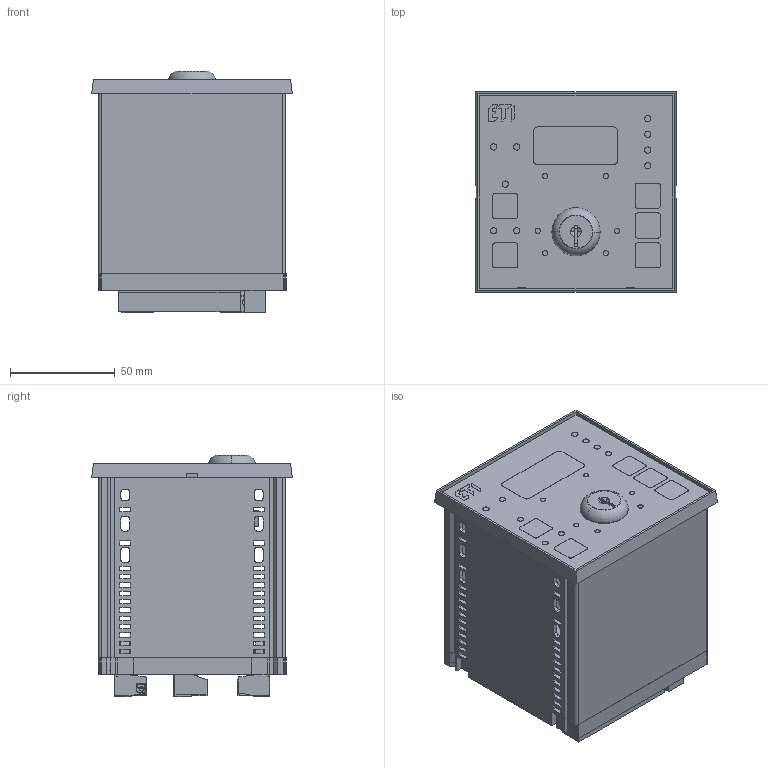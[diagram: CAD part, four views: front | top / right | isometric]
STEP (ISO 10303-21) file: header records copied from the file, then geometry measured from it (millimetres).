
FILE_DESCRIPTION((''),'2;1');
FILE_NAME('ATC-E_ASM','2021-08-24T',('marketing.praksa'),('Audax d.o.o.'),'CREO PARAMETRIC BY PTC INC, 2017480','CREO PARAMETRIC BY PTC INC, 2017480','');
FILE_SCHEMA(('AUTOMOTIVE_DESIGN { 1 0 10303 214 1 1 1 1 }'));
Products named in the file (40): PV04-5-V-P_1; SH06-7_5_1; FRONT_ATC-E; PV03-5-V-P; ESTRUSIONE-ESTRUSIONE1_1__1_2; ESTRUSIONE-ESTRUSIONE1_2__1_2; ESTRUSIONE-ESTRUSIONE1_3__1_2; ESTRUSIONE-ESTRUSIONE1_6__1_2; ESTRUSIONE-ESTRUSIONE1_4__1_2; ESTRUSIONE-ESTRUSIONE1_5__1_2; ESTRUSIONE-ESTRUSIONE1_7__1_2; ESTRUSIONE-ESTRUSIONE1_8__1_2; ESTRUSIONE-ESTRUSIONE1_9__1_2; ESTRUSIONE-ESTRUSIONE1_10__1_2; ESTRUSIONE-ESTRUSIONE1_11__1_2; ESTRUSIONE-ESTRUSIONE1_12__1_2; ESTRUSIONE-ESTRUSIONE1_13__1_2; ESTRUSIONE-ESTRUSIONE1_14__1_2; ESTRUSIONE-ESTRUSIONE1_15__1_2; ESTRUSIONE-ESTRUSIONE1_16__1_2; ESTRUSIONE-ESTRUSIONE1_17__1_2; ESTRUSIONE-ESTRUSIONE1_18__1_2; ESTRUSIONE-ESTRUSIONE1_19__1_2; ESTRUSIONE-ESTRUSIONE1_20__1_2; ESTRUSIONE-ESTRUSIONE1_21__1_2; ESTRUSIONE-ESTRUSIONE1_22__1_2; ESTRUSIONE-ESTRUSIONE1_23__1; ESTRUSIONE-ESTRUSIONE1_24__1; FRONT_ATC-E__ASM; 96X96_1; SH02-5_08_1_2; CHIAVE_NEW_1; SH08-7_5_1; 96X96_BK_1; SH04-5_1; PV08-7_5-P_1; PV02-5_08-V-P_1; SH03-5; PV06-7_5-P_1; ATC-E_ASM
Assembly tree (41 placements, depth 3):
  ATC-E_ASM
    PV04-5-V-P_1  x2
    SH06-7_5_1
    FRONT_ATC-E
    PV03-5-V-P
    FRONT_ATC-E__ASM
      ESTRUSIONE-ESTRUSIONE1_1__1_2
      ESTRUSIONE-ESTRUSIONE1_2__1_2
      ESTRUSIONE-ESTRUSIONE1_3__1_2
      ESTRUSIONE-ESTRUSIONE1_6__1_2
      ESTRUSIONE-ESTRUSIONE1_4__1_2
      ESTRUSIONE-ESTRUSIONE1_5__1_2
      ESTRUSIONE-ESTRUSIONE1_7__1_2
      ESTRUSIONE-ESTRUSIONE1_8__1_2
      ESTRUSIONE-ESTRUSIONE1_9__1_2
      ESTRUSIONE-ESTRUSIONE1_10__1_2
      ESTRUSIONE-ESTRUSIONE1_11__1_2
      ESTRUSIONE-ESTRUSIONE1_12__1_2
      ESTRUSIONE-ESTRUSIONE1_13__1_2
      ESTRUSIONE-ESTRUSIONE1_14__1_2
      ESTRUSIONE-ESTRUSIONE1_15__1_2
      ESTRUSIONE-ESTRUSIONE1_16__1_2
      ESTRUSIONE-ESTRUSIONE1_17__1_2
      ESTRUSIONE-ESTRUSIONE1_18__1_2
      ESTRUSIONE-ESTRUSIONE1_19__1_2
      ESTRUSIONE-ESTRUSIONE1_20__1_2
      ESTRUSIONE-ESTRUSIONE1_21__1_2
      ESTRUSIONE-ESTRUSIONE1_22__1_2
      ESTRUSIONE-ESTRUSIONE1_23__1
      ESTRUSIONE-ESTRUSIONE1_24__1
    96X96_1
    SH02-5_08_1_2
    CHIAVE_NEW_1
    SH08-7_5_1
    96X96_BK_1
    SH04-5_1  x2
    PV08-7_5-P_1
    PV02-5_08-V-P_1
    SH03-5
    PV06-7_5-P_1
Bounding box: 95.7 x 95.7 x 115.17 mm (x, y, z)
Volume: 154177.7 mm3; surface area: 157019.6 mm2
Topology: 40 solids, 40 shells, 3996 faces, 10280 edges, 6620 vertices
Faces by surface type: plane 3185, cylinder 578, extrusion 108, cone 101, torus 12, sphere 8, bspline 4
Entity records: 168735 total; most frequent: CARTESIAN_POINT 21185, ORIENTED_EDGE 18790, DIRECTION 17752, PRESENTATION_STYLE_ASSIGNMENT 13200, STYLED_ITEM 13200, CURVE_STYLE 9503, EDGE_CURVE 9395, VECTOR 7722
